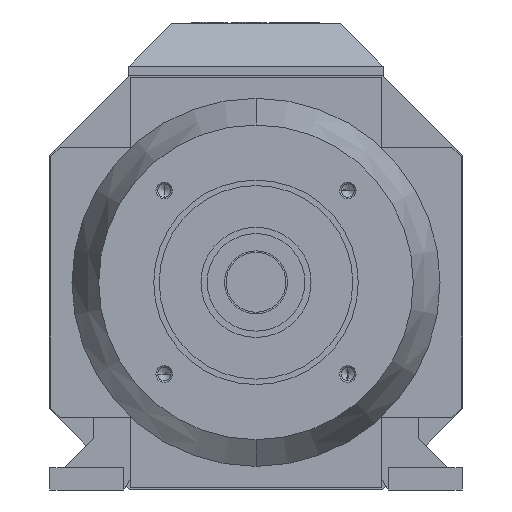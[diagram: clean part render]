
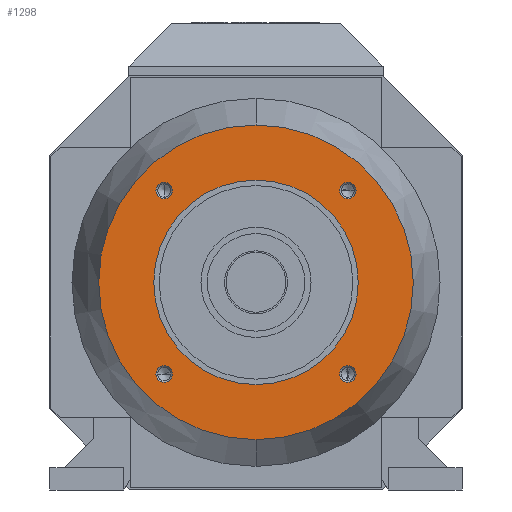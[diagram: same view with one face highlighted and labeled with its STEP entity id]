
A CAD part, front view. The second image highlights one B-rep face of the part: STEP entity #1298.
In plain terms, the highlighted planar face has unit normal (0, -1, 0).
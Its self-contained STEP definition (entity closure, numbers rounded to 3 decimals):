
#124=FACE_BOUND('',#1919,.T.);
#125=FACE_BOUND('',#1920,.T.);
#126=FACE_BOUND('',#1921,.T.);
#127=FACE_BOUND('',#1922,.T.);
#128=FACE_BOUND('',#1923,.T.);
#129=FACE_BOUND('',#1924,.T.);
#1298=ADVANCED_FACE('',(#124,#125,#126,#127,#128,#129),#1455,.T.);
#1455=PLANE('',#4395);
#1919=EDGE_LOOP('',(#3004,#3005));
#1920=EDGE_LOOP('',(#3006,#3007));
#1921=EDGE_LOOP('',(#3008,#3009));
#1922=EDGE_LOOP('',(#3010,#3011));
#1923=EDGE_LOOP('',(#3012,#3013));
#1924=EDGE_LOOP('',(#3014,#3015));
#3004=ORIENTED_EDGE('',*,*,#3960,.T.);
#3005=ORIENTED_EDGE('',*,*,#3961,.T.);
#3006=ORIENTED_EDGE('',*,*,#3959,.T.);
#3007=ORIENTED_EDGE('',*,*,#3957,.T.);
#3008=ORIENTED_EDGE('',*,*,#3947,.T.);
#3009=ORIENTED_EDGE('',*,*,#3945,.T.);
#3010=ORIENTED_EDGE('',*,*,#3935,.T.);
#3011=ORIENTED_EDGE('',*,*,#3933,.T.);
#3012=ORIENTED_EDGE('',*,*,#3923,.T.);
#3013=ORIENTED_EDGE('',*,*,#3921,.T.);
#3014=ORIENTED_EDGE('',*,*,#3911,.T.);
#3015=ORIENTED_EDGE('',*,*,#3910,.T.);
#3373=VERTEX_POINT('',#6632);
#3374=VERTEX_POINT('',#6634);
#3380=VERTEX_POINT('',#6657);
#3381=VERTEX_POINT('',#6659);
#3387=VERTEX_POINT('',#6682);
#3388=VERTEX_POINT('',#6684);
#3394=VERTEX_POINT('',#6707);
#3395=VERTEX_POINT('',#6709);
#3401=VERTEX_POINT('',#6732);
#3402=VERTEX_POINT('',#6734);
#3403=VERTEX_POINT('',#6740);
#3404=VERTEX_POINT('',#6741);
#3910=EDGE_CURVE('',#3373,#3374,#4049,.T.);
#3911=EDGE_CURVE('',#3374,#3373,#4050,.T.);
#3921=EDGE_CURVE('',#3381,#3380,#4055,.T.);
#3923=EDGE_CURVE('',#3380,#3381,#4056,.T.);
#3933=EDGE_CURVE('',#3388,#3387,#4061,.T.);
#3935=EDGE_CURVE('',#3387,#3388,#4062,.T.);
#3945=EDGE_CURVE('',#3395,#3394,#4067,.T.);
#3947=EDGE_CURVE('',#3394,#3395,#4068,.T.);
#3957=EDGE_CURVE('',#3402,#3401,#4073,.T.);
#3959=EDGE_CURVE('',#3401,#3402,#4074,.T.);
#3960=EDGE_CURVE('',#3403,#3404,#4075,.T.);
#3961=EDGE_CURVE('',#3404,#3403,#4076,.T.);
#4049=CIRCLE('',#4341,65.);
#4050=CIRCLE('',#4343,65.);
#4055=CIRCLE('',#4353,5.25);
#4056=CIRCLE('',#4355,5.25);
#4061=CIRCLE('',#4365,5.25);
#4062=CIRCLE('',#4367,5.25);
#4067=CIRCLE('',#4377,5.25);
#4068=CIRCLE('',#4379,5.25);
#4073=CIRCLE('',#4389,5.25);
#4074=CIRCLE('',#4391,5.25);
#4075=CIRCLE('',#4393,100.);
#4076=CIRCLE('',#4394,100.);
#4341=AXIS2_PLACEMENT_3D('',#6635,#5326,#5327);
#4343=AXIS2_PLACEMENT_3D('',#6637,#5330,#5331);
#4353=AXIS2_PLACEMENT_3D('',#6658,#5355,#5356);
#4355=AXIS2_PLACEMENT_3D('',#6662,#5360,#5361);
#4365=AXIS2_PLACEMENT_3D('',#6683,#5385,#5386);
#4367=AXIS2_PLACEMENT_3D('',#6687,#5390,#5391);
#4377=AXIS2_PLACEMENT_3D('',#6708,#5415,#5416);
#4379=AXIS2_PLACEMENT_3D('',#6712,#5420,#5421);
#4389=AXIS2_PLACEMENT_3D('',#6733,#5445,#5446);
#4391=AXIS2_PLACEMENT_3D('',#6737,#5450,#5451);
#4393=AXIS2_PLACEMENT_3D('',#6739,#5454,#5455);
#4394=AXIS2_PLACEMENT_3D('',#6742,#5456,#5457);
#4395=AXIS2_PLACEMENT_3D('',#6743,#5458,#5459);
#5326=DIRECTION('',(0.,1.,0.));
#5327=DIRECTION('',(-1.,0.,0.));
#5330=DIRECTION('',(0.,1.,0.));
#5331=DIRECTION('',(-1.,0.,0.));
#5355=DIRECTION('',(0.,1.,0.));
#5356=DIRECTION('',(1.,0.,0.));
#5360=DIRECTION('',(0.,1.,0.));
#5361=DIRECTION('',(1.,0.,0.));
#5385=DIRECTION('',(0.,1.,0.));
#5386=DIRECTION('',(0.,0.,-1.));
#5390=DIRECTION('',(0.,1.,0.));
#5391=DIRECTION('',(0.,0.,-1.));
#5415=DIRECTION('',(0.,1.,0.));
#5416=DIRECTION('',(-1.,0.,0.));
#5420=DIRECTION('',(0.,1.,0.));
#5421=DIRECTION('',(-1.,0.,0.));
#5445=DIRECTION('',(0.,1.,0.));
#5446=DIRECTION('',(0.,0.,1.));
#5450=DIRECTION('',(0.,1.,0.));
#5451=DIRECTION('',(0.,0.,1.));
#5454=DIRECTION('',(0.,-1.,0.));
#5455=DIRECTION('',(0.,0.,1.));
#5456=DIRECTION('',(0.,-1.,0.));
#5457=DIRECTION('',(0.,0.,1.));
#5458=DIRECTION('',(0.,-1.,0.));
#5459=DIRECTION('',(0.,0.,1.));
#6632=CARTESIAN_POINT('',(-65.,-284.,0.));
#6634=CARTESIAN_POINT('',(65.,-284.,0.));
#6635=CARTESIAN_POINT('',(0.,-284.,0.));
#6637=CARTESIAN_POINT('',(0.,-284.,0.));
#6657=CARTESIAN_POINT('',(63.586,-284.,58.336));
#6658=CARTESIAN_POINT('',(58.336,-284.,58.336));
#6659=CARTESIAN_POINT('',(53.086,-284.,58.336));
#6662=CARTESIAN_POINT('',(58.336,-284.,58.336));
#6682=CARTESIAN_POINT('',(58.336,-284.,-63.586));
#6683=CARTESIAN_POINT('',(58.336,-284.,-58.336));
#6684=CARTESIAN_POINT('',(58.336,-284.,-53.086));
#6687=CARTESIAN_POINT('',(58.336,-284.,-58.336));
#6707=CARTESIAN_POINT('',(-63.586,-284.,-58.336));
#6708=CARTESIAN_POINT('',(-58.336,-284.,-58.336));
#6709=CARTESIAN_POINT('',(-53.086,-284.,-58.336));
#6712=CARTESIAN_POINT('',(-58.336,-284.,-58.336));
#6732=CARTESIAN_POINT('',(-58.336,-284.,63.586));
#6733=CARTESIAN_POINT('',(-58.336,-284.,58.336));
#6734=CARTESIAN_POINT('',(-58.336,-284.,53.086));
#6737=CARTESIAN_POINT('',(-58.336,-284.,58.336));
#6739=CARTESIAN_POINT('',(0.,-284.,0.));
#6740=CARTESIAN_POINT('',(0.,-284.,100.));
#6741=CARTESIAN_POINT('',(0.,-284.,-100.));
#6742=CARTESIAN_POINT('',(0.,-284.,0.));
#6743=CARTESIAN_POINT('',(0.,-284.,0.));
